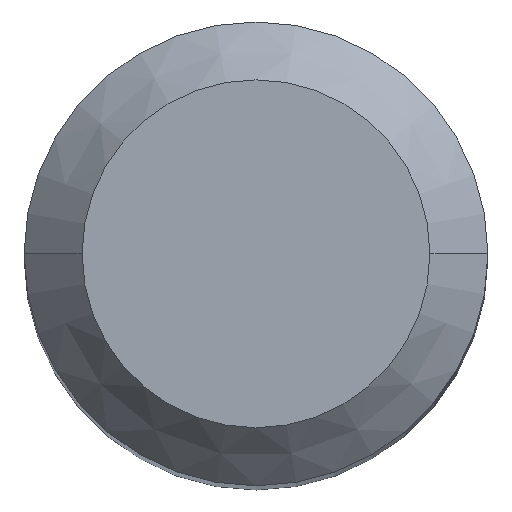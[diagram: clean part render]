
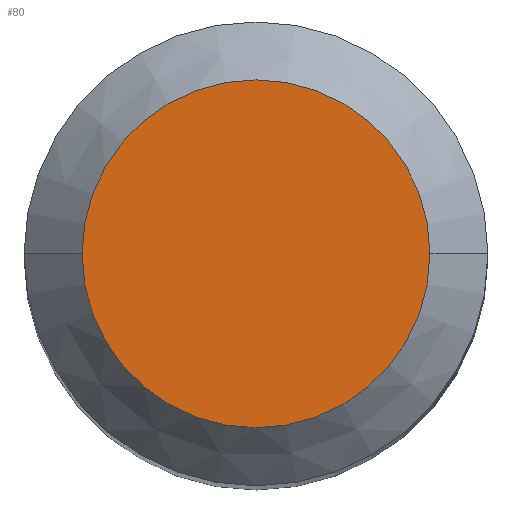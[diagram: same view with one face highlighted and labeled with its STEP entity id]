
A CAD part, top view. The second image highlights one B-rep face of the part: STEP entity #80.
In plain terms, the highlighted planar face has unit normal (0, 0, 1).
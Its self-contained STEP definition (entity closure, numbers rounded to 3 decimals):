
#39=PLANE('',#488);
#80=ADVANCED_FACE('',(#110),#39,.F.);
#110=FACE_OUTER_BOUND('',#134,.T.);
#134=EDGE_LOOP('',(#234,#235));
#234=ORIENTED_EDGE('',*,*,#347,.F.);
#235=ORIENTED_EDGE('',*,*,#377,.F.);
#308=VERTEX_POINT('',#642);
#309=VERTEX_POINT('',#643);
#347=EDGE_CURVE('',#308,#309,#408,.T.);
#377=EDGE_CURVE('',#309,#308,#419,.T.);
#408=CIRCLE('',#466,4.5);
#419=CIRCLE('',#486,4.5);
#466=AXIS2_PLACEMENT_3D('',#641,#521,#522);
#486=AXIS2_PLACEMENT_3D('',#775,#572,#573);
#488=AXIS2_PLACEMENT_3D('',#777,#576,#577);
#521=DIRECTION('',(0.,0.,-1.));
#522=DIRECTION('',(-1.,0.,0.));
#572=DIRECTION('',(0.,0.,-1.));
#573=DIRECTION('',(-1.,0.,0.));
#576=DIRECTION('',(0.,0.,-1.));
#577=DIRECTION('',(1.,0.,0.));
#641=CARTESIAN_POINT('',(0.,0.,0.));
#642=CARTESIAN_POINT('',(-4.5,0.,0.));
#643=CARTESIAN_POINT('',(4.5,0.,0.));
#775=CARTESIAN_POINT('',(0.,0.,0.));
#777=CARTESIAN_POINT('',(0.,4.5,0.));
